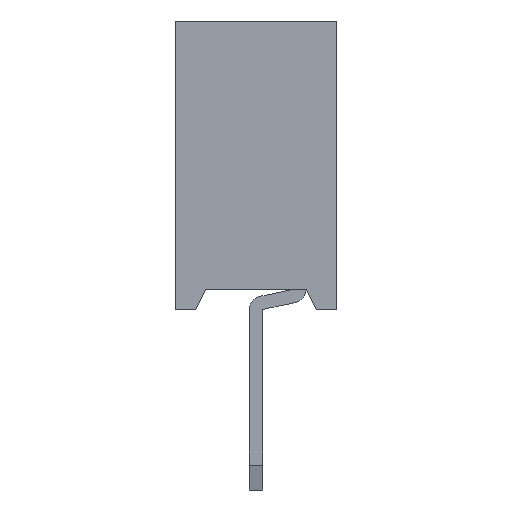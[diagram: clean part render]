
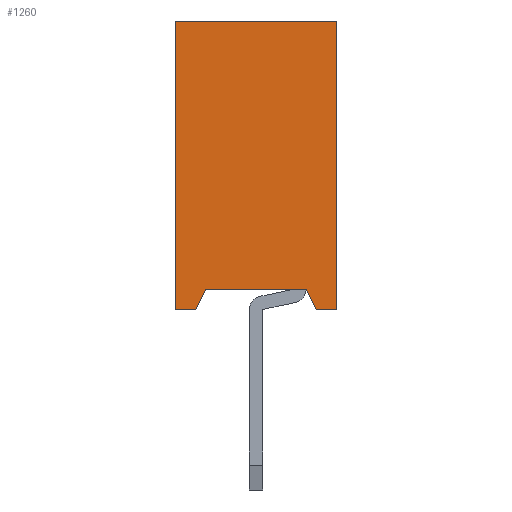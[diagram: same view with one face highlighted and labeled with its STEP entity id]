
A CAD part, left-side view. The second image highlights one B-rep face of the part: STEP entity #1260.
In plain terms, the highlighted planar face has unit normal (-1, 0, 0).
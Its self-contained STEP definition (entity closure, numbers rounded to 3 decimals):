
#1260=ADVANCED_FACE('',(#8574),#8576,.T.);
#8574=FACE_BOUND('',#8575,.T.);
#8575=EDGE_LOOP('',(#14057,#14058,#14059,#14060,#14061,#14062,#14063,#14064));
#8576=PLANE('',#8577);
#8577=AXIS2_PLACEMENT_3D('',#8578,#8579,#8580);
#8578=CARTESIAN_POINT('',(-1.,1.2,0.));
#8579=DIRECTION('',(-1.,0.,0.));
#8580=DIRECTION('',(0.,-1.,0.));
#14057=ORIENTED_EDGE('',*,*,#18222,.T.);
#14058=ORIENTED_EDGE('',*,*,#18007,.T.);
#14059=ORIENTED_EDGE('',*,*,#18223,.T.);
#14060=ORIENTED_EDGE('',*,*,#18224,.T.);
#14061=ORIENTED_EDGE('',*,*,#18225,.T.);
#14062=ORIENTED_EDGE('',*,*,#18226,.F.);
#14063=ORIENTED_EDGE('',*,*,#18227,.F.);
#14064=ORIENTED_EDGE('',*,*,#18197,.T.);
#18007=EDGE_CURVE('',#20248,#20246,#20249,.T.);
#18197=EDGE_CURVE('',#20614,#20612,#20615,.T.);
#18222=EDGE_CURVE('',#20612,#20248,#20646,.F.);
#18223=EDGE_CURVE('',#20246,#20647,#20648,.F.);
#18224=EDGE_CURVE('',#20647,#20649,#20650,.T.);
#18225=EDGE_CURVE('',#20649,#20651,#20652,.T.);
#18226=EDGE_CURVE('',#20653,#20651,#20654,.T.);
#18227=EDGE_CURVE('',#20614,#20653,#20655,.T.);
#20246=VERTEX_POINT('',#23986);
#20248=VERTEX_POINT('',#23990);
#20249=LINE('',#23991,#23992);
#20612=VERTEX_POINT('',#24732);
#20614=VERTEX_POINT('',#24736);
#20615=LINE('',#24737,#24738);
#20646=LINE('',#24818,#24819);
#20647=VERTEX_POINT('',#24821);
#20648=LINE('',#24822,#24823);
#20649=VERTEX_POINT('',#24825);
#20650=LINE('',#24826,#24827);
#20651=VERTEX_POINT('',#24829);
#20652=LINE('',#24830,#24831);
#20653=VERTEX_POINT('',#24833);
#20654=LINE('',#24834,#24835);
#20655=LINE('',#24837,#24838);
#23986=CARTESIAN_POINT('',(-1.,-0.75,0.3));
#23990=CARTESIAN_POINT('',(-1.,0.75,0.3));
#23991=CARTESIAN_POINT('',(-1.,0.75,0.3));
#23992=VECTOR('',#23993,1.);
#23993=DIRECTION('',(0.,-1.,0.));
#24732=CARTESIAN_POINT('',(-1.,0.9,0.));
#24736=CARTESIAN_POINT('',(-1.,1.2,0.));
#24737=CARTESIAN_POINT('',(-1.,1.2,0.));
#24738=VECTOR('',#24739,1.);
#24739=DIRECTION('',(0.,-1.,0.));
#24818=CARTESIAN_POINT('',(-1.,0.75,0.3));
#24819=VECTOR('',#24820,1.);
#24820=DIRECTION('',(0.,0.447,-0.894));
#24821=CARTESIAN_POINT('',(-1.,-0.9,0.));
#24822=CARTESIAN_POINT('',(-1.,-0.9,0.));
#24823=VECTOR('',#24824,1.);
#24824=DIRECTION('',(0.,0.447,0.894));
#24825=CARTESIAN_POINT('',(-1.,-1.2,0.));
#24826=CARTESIAN_POINT('',(-1.,-0.9,0.));
#24827=VECTOR('',#24828,1.);
#24828=DIRECTION('',(0.,-1.,0.));
#24829=CARTESIAN_POINT('',(-1.,-1.2,4.3));
#24830=CARTESIAN_POINT('',(-1.,-1.2,0.));
#24831=VECTOR('',#24832,1.);
#24832=DIRECTION('',(0.,0.,1.));
#24833=CARTESIAN_POINT('',(-1.,1.2,4.3));
#24834=CARTESIAN_POINT('',(-1.,1.2,4.3));
#24835=VECTOR('',#24836,1.);
#24836=DIRECTION('',(0.,-1.,0.));
#24837=CARTESIAN_POINT('',(-1.,1.2,0.));
#24838=VECTOR('',#24839,1.);
#24839=DIRECTION('',(0.,0.,1.));
